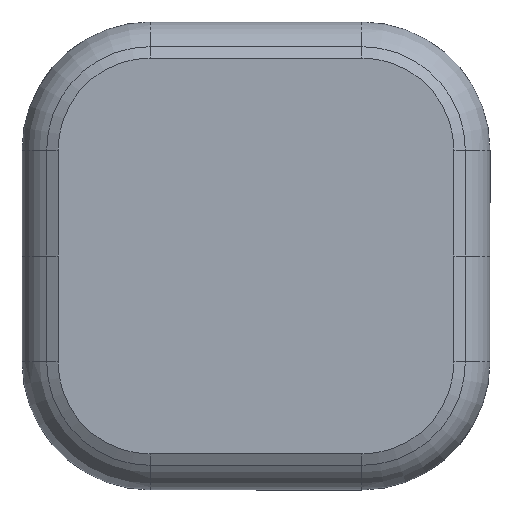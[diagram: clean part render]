
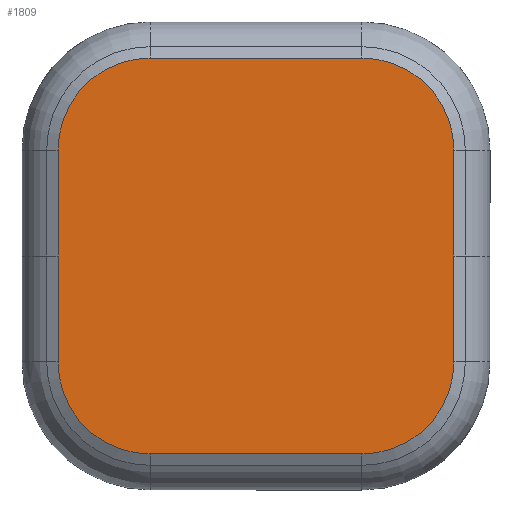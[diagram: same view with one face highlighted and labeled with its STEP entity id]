
A CAD part, front view. The second image highlights one B-rep face of the part: STEP entity #1809.
In plain terms, the highlighted planar face has unit normal (0, -1, 0).
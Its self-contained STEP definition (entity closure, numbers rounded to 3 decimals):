
#2 = CARTESIAN_POINT ( 'NONE',  ( -4.3, 0., -8.036 ) ) ;
#13 = DIRECTION ( 'NONE',  ( 0., 0., 1. ) ) ;
#26 = CARTESIAN_POINT ( 'NONE',  ( 4.3, 0., 8.036 ) ) ;
#32 = CARTESIAN_POINT ( 'NONE',  ( -4.3, 0., -4.3 ) ) ;
#34 = CARTESIAN_POINT ( 'NONE',  ( -8.036, 0., 4.3 ) ) ;
#43 = DIRECTION ( 'NONE',  ( 0., -1., 0. ) ) ;
#50 = DIRECTION ( 'NONE',  ( 0., -1., 0. ) ) ;
#56 = DIRECTION ( 'NONE',  ( -1., 0., 0. ) ) ;
#57 = CARTESIAN_POINT ( 'NONE',  ( 8.036, 0., -4.3 ) ) ;
#64 = EDGE_CURVE ( 'NONE', #71, #1794, #1680, .T. ) ;
#71 = VERTEX_POINT ( 'NONE', #1525 ) ;
#172 = CARTESIAN_POINT ( 'NONE',  ( 4.3, 0., 8.036 ) ) ;
#187 = CIRCLE ( 'NONE', #1420, 3.736 ) ;
#214 = VECTOR ( 'NONE', #1454, 1000. ) ;
#216 = CARTESIAN_POINT ( 'NONE',  ( -8.036, 0., -4.3 ) ) ;
#297 = CARTESIAN_POINT ( 'NONE',  ( -4.3, 0., 8.036 ) ) ;
#311 = DIRECTION ( 'NONE',  ( 0., -1., 0. ) ) ;
#399 = CARTESIAN_POINT ( 'NONE',  ( 4.3, 0., -4.3 ) ) ;
#410 = CARTESIAN_POINT ( 'NONE',  ( -8.036, 0., 0. ) ) ;
#463 = ORIENTED_EDGE ( 'NONE', *, *, #1325, .T. ) ;
#504 = ORIENTED_EDGE ( 'NONE', *, *, #695, .T. ) ;
#519 = LINE ( 'NONE', #696, #1196 ) ;
#525 = CARTESIAN_POINT ( 'NONE',  ( -4.3, 0., 4.3 ) ) ;
#536 = EDGE_CURVE ( 'NONE', #1794, #794, #675, .T. ) ;
#539 = FACE_OUTER_BOUND ( 'NONE', #1581, .T. ) ;
#544 = DIRECTION ( 'NONE',  ( 0., 0., -1. ) ) ;
#546 = VERTEX_POINT ( 'NONE', #216 ) ;
#571 = CARTESIAN_POINT ( 'NONE',  ( 8.036, 0., 0. ) ) ;
#572 = PLANE ( 'NONE',  #1473 ) ;
#577 = EDGE_CURVE ( 'NONE', #546, #1758, #955, .T. ) ;
#609 = ORIENTED_EDGE ( 'NONE', *, *, #892, .T. ) ;
#632 = DIRECTION ( 'NONE',  ( 0., 0., 1. ) ) ;
#675 = LINE ( 'NONE', #1291, #1332 ) ;
#695 = EDGE_CURVE ( 'NONE', #1311, #1710, #1542, .T. ) ;
#696 = CARTESIAN_POINT ( 'NONE',  ( 8.036, 0., 0. ) ) ;
#700 = ORIENTED_EDGE ( 'NONE', *, *, #1384, .T. ) ;
#730 = ORIENTED_EDGE ( 'NONE', *, *, #577, .T. ) ;
#794 = VERTEX_POINT ( 'NONE', #571 ) ;
#839 = LINE ( 'NONE', #172, #1720 ) ;
#892 = EDGE_CURVE ( 'NONE', #794, #1310, #519, .T. ) ;
#952 = DIRECTION ( 'NONE',  ( 1., 0., 0. ) ) ;
#955 = CIRCLE ( 'NONE', #2059, 3.736 ) ;
#1131 = DIRECTION ( 'NONE',  ( 0., 0., 1. ) ) ;
#1196 = VECTOR ( 'NONE', #13, 1000. ) ;
#1199 = DIRECTION ( 'NONE',  ( 1., 0., 0. ) ) ;
#1206 = DIRECTION ( 'NONE',  ( 0., -1., 0. ) ) ;
#1291 = CARTESIAN_POINT ( 'NONE',  ( 8.036, 0., -4.3 ) ) ;
#1300 = AXIS2_PLACEMENT_3D ( 'NONE', #525, #311, #632 ) ;
#1309 = CARTESIAN_POINT ( 'NONE',  ( 8.036, 0., 4.3 ) ) ;
#1310 = VERTEX_POINT ( 'NONE', #1309 ) ;
#1311 = VERTEX_POINT ( 'NONE', #297 ) ;
#1325 = EDGE_CURVE ( 'NONE', #1758, #71, #1938, .T. ) ;
#1332 = VECTOR ( 'NONE', #1131, 1000. ) ;
#1371 = VECTOR ( 'NONE', #1596, 1000. ) ;
#1379 = VERTEX_POINT ( 'NONE', #26 ) ;
#1384 = EDGE_CURVE ( 'NONE', #1310, #1379, #187, .T. ) ;
#1401 = CARTESIAN_POINT ( 'NONE',  ( -4.3, 0., -8.036 ) ) ;
#1420 = AXIS2_PLACEMENT_3D ( 'NONE', #1660, #50, #1834 ) ;
#1438 = LINE ( 'NONE', #1745, #1371 ) ;
#1454 = DIRECTION ( 'NONE',  ( 0., 0., -1. ) ) ;
#1473 = AXIS2_PLACEMENT_3D ( 'NONE', #1861, #1895, #1199 ) ;
#1479 = ORIENTED_EDGE ( 'NONE', *, *, #64, .T. ) ;
#1483 = DIRECTION ( 'NONE',  ( -1., 0., 0. ) ) ;
#1525 = CARTESIAN_POINT ( 'NONE',  ( 4.3, 0., -8.036 ) ) ;
#1542 = CIRCLE ( 'NONE', #1300, 3.736 ) ;
#1581 = EDGE_LOOP ( 'NONE', ( #2134, #609, #700, #1961, #504, #2069, #1599, #730, #463, #1479 ) ) ;
#1593 = EDGE_CURVE ( 'NONE', #2000, #546, #2101, .T. ) ;
#1596 = DIRECTION ( 'NONE',  ( 0., 0., -1. ) ) ;
#1599 = ORIENTED_EDGE ( 'NONE', *, *, #1593, .T. ) ;
#1660 = CARTESIAN_POINT ( 'NONE',  ( 4.3, 0., 4.3 ) ) ;
#1680 = CIRCLE ( 'NONE', #1850, 3.736 ) ;
#1699 = VECTOR ( 'NONE', #952, 1000. ) ;
#1710 = VERTEX_POINT ( 'NONE', #34 ) ;
#1720 = VECTOR ( 'NONE', #1483, 1000. ) ;
#1745 = CARTESIAN_POINT ( 'NONE',  ( -8.036, 0., 4.3 ) ) ;
#1747 = EDGE_CURVE ( 'NONE', #1379, #1311, #839, .T. ) ;
#1758 = VERTEX_POINT ( 'NONE', #1401 ) ;
#1794 = VERTEX_POINT ( 'NONE', #57 ) ;
#1809 = ADVANCED_FACE ( 'NONE', ( #539 ), #572, .T. ) ;
#1834 = DIRECTION ( 'NONE',  ( 1., 0., 0. ) ) ;
#1850 = AXIS2_PLACEMENT_3D ( 'NONE', #399, #1206, #544 ) ;
#1861 = CARTESIAN_POINT ( 'NONE',  ( 7.3, 0., 0. ) ) ;
#1895 = DIRECTION ( 'NONE',  ( 0., -1., 0. ) ) ;
#1900 = EDGE_CURVE ( 'NONE', #1710, #2000, #1438, .T. ) ;
#1938 = LINE ( 'NONE', #2, #1699 ) ;
#1961 = ORIENTED_EDGE ( 'NONE', *, *, #1747, .T. ) ;
#2000 = VERTEX_POINT ( 'NONE', #2107 ) ;
#2059 = AXIS2_PLACEMENT_3D ( 'NONE', #32, #43, #56 ) ;
#2069 = ORIENTED_EDGE ( 'NONE', *, *, #1900, .T. ) ;
#2101 = LINE ( 'NONE', #410, #214 ) ;
#2107 = CARTESIAN_POINT ( 'NONE',  ( -8.036, 0., 0. ) ) ;
#2134 = ORIENTED_EDGE ( 'NONE', *, *, #536, .T. ) ;
